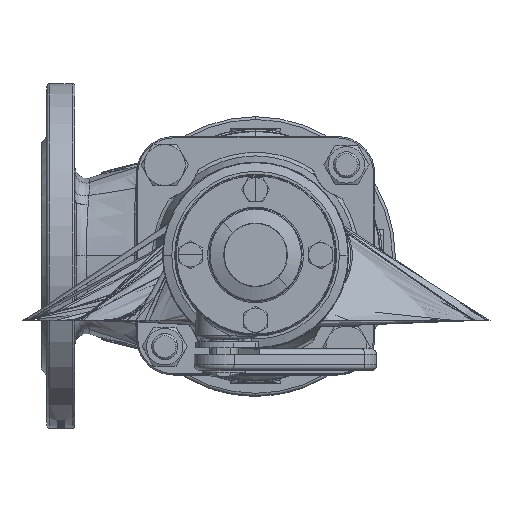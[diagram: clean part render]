
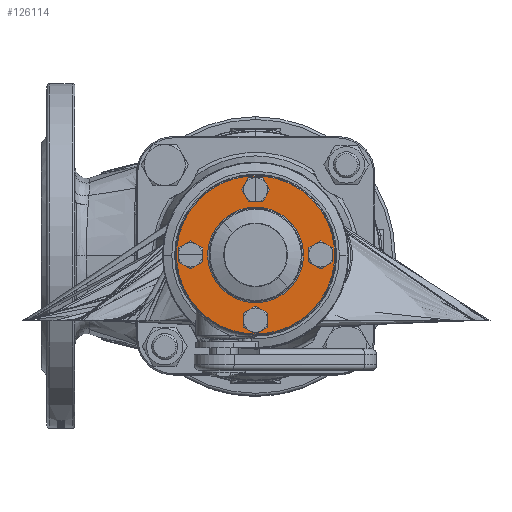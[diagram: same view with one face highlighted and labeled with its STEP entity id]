
A CAD part, top view. The second image highlights one B-rep face of the part: STEP entity #126114.
In plain terms, the highlighted planar face has unit normal (0, 0, 1).
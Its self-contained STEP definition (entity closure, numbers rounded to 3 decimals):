
#125089=CARTESIAN_POINT('',(3.182,31.818,332.5));
#125090=VERTEX_POINT('',#125089);
#125097=CARTESIAN_POINT('',(-3.182,38.182,332.5));
#125098=VERTEX_POINT('',#125097);
#125099=CARTESIAN_POINT('',(0.,35.,332.5));
#125100=DIRECTION('',(0.,0.,1.));
#125101=DIRECTION('',(-0.707,0.707,0.));
#125102=AXIS2_PLACEMENT_3D('',#125099,#125100,#125101);
#125103=CIRCLE('',#125102,4.5);
#125104=EDGE_CURVE('NONE',#125090,#125098,#125103,.T.);
#125131=CARTESIAN_POINT('',(-31.818,-3.182,332.5));
#125132=VERTEX_POINT('',#125131);
#125139=CARTESIAN_POINT('',(-38.182,3.182,332.5));
#125140=VERTEX_POINT('',#125139);
#125141=CARTESIAN_POINT('',(-35.,0.,332.5));
#125142=DIRECTION('',(0.,0.,1.));
#125143=DIRECTION('',(-0.707,0.707,0.));
#125144=AXIS2_PLACEMENT_3D('',#125141,#125142,#125143);
#125145=CIRCLE('',#125144,4.5);
#125146=EDGE_CURVE('NONE',#125132,#125140,#125145,.T.);
#125173=CARTESIAN_POINT('',(3.182,-38.182,332.5));
#125174=VERTEX_POINT('',#125173);
#125181=CARTESIAN_POINT('',(-3.182,-31.818,332.5));
#125182=VERTEX_POINT('',#125181);
#125183=CARTESIAN_POINT('',(0.,-35.,332.5));
#125184=DIRECTION('',(0.,0.,1.));
#125185=DIRECTION('',(-0.707,0.707,0.));
#125186=AXIS2_PLACEMENT_3D('',#125183,#125184,#125185);
#125187=CIRCLE('',#125186,4.5);
#125188=EDGE_CURVE('NONE',#125174,#125182,#125187,.T.);
#125215=CARTESIAN_POINT('',(38.182,-3.182,332.5));
#125216=VERTEX_POINT('',#125215);
#125223=CARTESIAN_POINT('',(31.818,3.182,332.5));
#125224=VERTEX_POINT('',#125223);
#125225=CARTESIAN_POINT('',(35.,0.,332.5));
#125226=DIRECTION('',(0.,0.,1.));
#125227=DIRECTION('',(-0.707,0.707,0.));
#125228=AXIS2_PLACEMENT_3D('',#125225,#125226,#125227);
#125229=CIRCLE('',#125228,4.5);
#125230=EDGE_CURVE('NONE',#125216,#125224,#125229,.T.);
#125330=CARTESIAN_POINT('',(-30.052,30.052,332.5));
#125331=VERTEX_POINT('',#125330);
#125332=CARTESIAN_POINT('',(30.052,-30.052,332.5));
#125333=VERTEX_POINT('',#125332);
#125334=CARTESIAN_POINT('',(0.,0.,332.5));
#125335=DIRECTION('',(-0.,-0.,1.));
#125336=DIRECTION('',(0.707,-0.707,0.));
#125337=AXIS2_PLACEMENT_3D('',#125334,#125335,#125336);
#125338=CIRCLE('',#125337,42.5);
#125339=EDGE_CURVE('NONE',#125331,#125333,#125338,.T.);
#125372=CARTESIAN_POINT('',(-18.173,18.173,332.5));
#125373=VERTEX_POINT('',#125372);
#125374=CARTESIAN_POINT('',(18.173,-18.173,332.5));
#125375=VERTEX_POINT('',#125374);
#125376=CARTESIAN_POINT('',(0.,0.,332.5));
#125377=DIRECTION('',(0.,0.,-1.));
#125378=DIRECTION('',(0.707,-0.707,0.));
#125379=AXIS2_PLACEMENT_3D('',#125376,#125377,#125378);
#125380=CIRCLE('',#125379,25.7);
#125381=EDGE_CURVE('NONE',#125373,#125375,#125380,.T.);
#126049=CARTESIAN_POINT('',(30.406,30.406,332.5));
#126050=DIRECTION('',(0.,0.,-1.));
#126051=DIRECTION('',(0.707,-0.707,0.));
#126052=AXIS2_PLACEMENT_3D('',#126049,#126050,#126051);
#126053=PLANE('',#126052);
#126054=CARTESIAN_POINT('',(0.,35.,332.5));
#126055=DIRECTION('',(0.,0.,1.));
#126056=DIRECTION('',(-0.707,0.707,0.));
#126057=AXIS2_PLACEMENT_3D('',#126054,#126055,#126056);
#126058=CIRCLE('',#126057,4.5);
#126059=EDGE_CURVE('NONE',#125098,#125090,#126058,.T.);
#126060=ORIENTED_EDGE('',*,*,#126059,.F.);
#126061=ORIENTED_EDGE('',*,*,#125104,.F.);
#126062=EDGE_LOOP('',(#126060,#126061));
#126063=FACE_BOUND('',#126062,.T.);
#126064=CARTESIAN_POINT('',(-35.,0.,332.5));
#126065=DIRECTION('',(0.,0.,1.));
#126066=DIRECTION('',(-0.707,0.707,0.));
#126067=AXIS2_PLACEMENT_3D('',#126064,#126065,#126066);
#126068=CIRCLE('',#126067,4.5);
#126069=EDGE_CURVE('NONE',#125140,#125132,#126068,.T.);
#126070=ORIENTED_EDGE('',*,*,#126069,.F.);
#126071=ORIENTED_EDGE('',*,*,#125146,.F.);
#126072=EDGE_LOOP('',(#126070,#126071));
#126073=FACE_BOUND('',#126072,.T.);
#126074=CARTESIAN_POINT('',(0.,-35.,332.5));
#126075=DIRECTION('',(0.,0.,1.));
#126076=DIRECTION('',(-0.707,0.707,0.));
#126077=AXIS2_PLACEMENT_3D('',#126074,#126075,#126076);
#126078=CIRCLE('',#126077,4.5);
#126079=EDGE_CURVE('NONE',#125182,#125174,#126078,.T.);
#126080=ORIENTED_EDGE('',*,*,#126079,.F.);
#126081=ORIENTED_EDGE('',*,*,#125188,.F.);
#126082=EDGE_LOOP('',(#126080,#126081));
#126083=FACE_BOUND('',#126082,.T.);
#126084=CARTESIAN_POINT('',(35.,0.,332.5));
#126085=DIRECTION('',(0.,0.,1.));
#126086=DIRECTION('',(-0.707,0.707,0.));
#126087=AXIS2_PLACEMENT_3D('',#126084,#126085,#126086);
#126088=CIRCLE('',#126087,4.5);
#126089=EDGE_CURVE('NONE',#125224,#125216,#126088,.T.);
#126090=ORIENTED_EDGE('',*,*,#126089,.F.);
#126091=ORIENTED_EDGE('',*,*,#125230,.F.);
#126092=EDGE_LOOP('',(#126090,#126091));
#126093=FACE_BOUND('',#126092,.T.);
#126094=CARTESIAN_POINT('',(0.,0.,332.5));
#126095=DIRECTION('',(-0.,-0.,1.));
#126096=DIRECTION('',(0.707,-0.707,0.));
#126097=AXIS2_PLACEMENT_3D('',#126094,#126095,#126096);
#126098=CIRCLE('',#126097,42.5);
#126099=EDGE_CURVE('NONE',#125333,#125331,#126098,.T.);
#126100=ORIENTED_EDGE('',*,*,#126099,.T.);
#126101=ORIENTED_EDGE('',*,*,#125339,.T.);
#126102=EDGE_LOOP('',(#126100,#126101));
#126103=FACE_BOUND('',#126102,.T.);
#126104=CARTESIAN_POINT('',(0.,0.,332.5));
#126105=DIRECTION('',(0.,0.,-1.));
#126106=DIRECTION('',(0.707,-0.707,0.));
#126107=AXIS2_PLACEMENT_3D('',#126104,#126105,#126106);
#126108=CIRCLE('',#126107,25.7);
#126109=EDGE_CURVE('NONE',#125375,#125373,#126108,.T.);
#126110=ORIENTED_EDGE('',*,*,#126109,.T.);
#126111=ORIENTED_EDGE('',*,*,#125381,.T.);
#126112=EDGE_LOOP('',(#126110,#126111));
#126113=FACE_BOUND('',#126112,.T.);
#126114=ADVANCED_FACE('NONE',(#126063,#126073,#126083,#126093,#126103,#126113),#126053,.F.);
